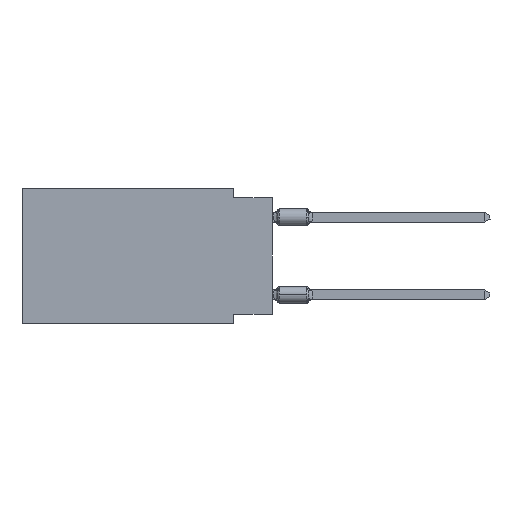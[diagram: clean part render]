
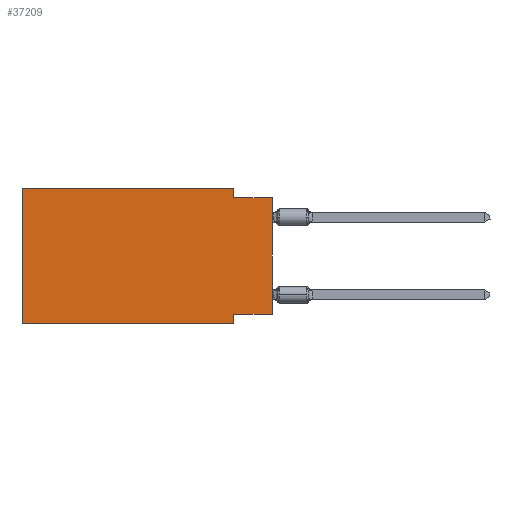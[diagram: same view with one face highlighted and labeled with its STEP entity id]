
A CAD part, left-side view. The second image highlights one B-rep face of the part: STEP entity #37209.
In plain terms, the highlighted planar face has unit normal (-1, 0, 0).
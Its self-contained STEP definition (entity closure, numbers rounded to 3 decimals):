
#1304 = FACE_OUTER_BOUND ( 'NONE', #20699, .T. ) ;
#1312 = DIRECTION ( 'NONE',  ( 0., -1., 0. ) ) ;
#1436 = VERTEX_POINT ( 'NONE', #11606 ) ;
#2099 = CARTESIAN_POINT ( 'NONE',  ( 0., 2.54, -0.635 ) ) ;
#2696 = CARTESIAN_POINT ( 'NONE',  ( 0., 2.54, -8.89 ) ) ;
#3520 = CARTESIAN_POINT ( 'NONE',  ( 0., 16.383, 0. ) ) ;
#3571 = VECTOR ( 'NONE', #33772, 1000. ) ;
#3908 = EDGE_CURVE ( 'NONE', #11930, #1436, #31655, .T. ) ;
#3953 = VERTEX_POINT ( 'NONE', #2099 ) ;
#4562 = LINE ( 'NONE', #37501, #17465 ) ;
#4835 = VECTOR ( 'NONE', #14262, 1000. ) ;
#5359 = EDGE_CURVE ( 'NONE', #24836, #11930, #21534, .T. ) ;
#7763 = CARTESIAN_POINT ( 'NONE',  ( 0., 16.383, 0. ) ) ;
#8682 = ORIENTED_EDGE ( 'NONE', *, *, #3908, .F. ) ;
#9862 = ORIENTED_EDGE ( 'NONE', *, *, #5359, .F. ) ;
#10395 = CARTESIAN_POINT ( 'NONE',  ( 0., 0., -0.635 ) ) ;
#10616 = CARTESIAN_POINT ( 'NONE',  ( 0., 2.54, -8.255 ) ) ;
#10997 = EDGE_CURVE ( 'NONE', #47306, #15197, #13730, .T. ) ;
#11606 = CARTESIAN_POINT ( 'NONE',  ( 0., 2.54, 0. ) ) ;
#11806 = VECTOR ( 'NONE', #1312, 1000. ) ;
#11930 = VERTEX_POINT ( 'NONE', #7763 ) ;
#12058 = ORIENTED_EDGE ( 'NONE', *, *, #18998, .F. ) ;
#12103 = ORIENTED_EDGE ( 'NONE', *, *, #38460, .T. ) ;
#12120 = CARTESIAN_POINT ( 'NONE',  ( 0., 16.383, -8.89 ) ) ;
#13149 = CARTESIAN_POINT ( 'NONE',  ( 0., 0., -8.255 ) ) ;
#13426 = CARTESIAN_POINT ( 'NONE',  ( 0., 16.383, -8.89 ) ) ;
#13730 = LINE ( 'NONE', #2696, #40510 ) ;
#14262 = DIRECTION ( 'NONE',  ( 0., -1., 0. ) ) ;
#14470 = VECTOR ( 'NONE', #36201, 1000. ) ;
#15197 = VERTEX_POINT ( 'NONE', #40579 ) ;
#15962 = DIRECTION ( 'NONE',  ( 0., 0., -1. ) ) ;
#17465 = VECTOR ( 'NONE', #30747, 1000. ) ;
#17542 = LINE ( 'NONE', #36046, #24548 ) ;
#17874 = ORIENTED_EDGE ( 'NONE', *, *, #20574, .F. ) ;
#18642 = LINE ( 'NONE', #26803, #3571 ) ;
#18998 = EDGE_CURVE ( 'NONE', #3953, #22863, #4562, .T. ) ;
#20038 = CARTESIAN_POINT ( 'NONE',  ( 0., 16.383, 0. ) ) ;
#20574 = EDGE_CURVE ( 'NONE', #42825, #47306, #46083, .T. ) ;
#20699 = EDGE_LOOP ( 'NONE', ( #28114, #12058, #43514, #8682, #9862, #12103, #38922, #17874 ) ) ;
#21534 = LINE ( 'NONE', #3520, #14470 ) ;
#22122 = CARTESIAN_POINT ( 'NONE',  ( 0., 0., -8.255 ) ) ;
#22863 = VERTEX_POINT ( 'NONE', #10395 ) ;
#24518 = DIRECTION ( 'NONE',  ( 0., 0., 1. ) ) ;
#24548 = VECTOR ( 'NONE', #24518, 1000. ) ;
#24836 = VERTEX_POINT ( 'NONE', #13426 ) ;
#25591 = VECTOR ( 'NONE', #34332, 1000. ) ;
#26310 = DIRECTION ( 'NONE',  ( 1., 0., 0. ) ) ;
#26803 = CARTESIAN_POINT ( 'NONE',  ( 0., 2.54, 0. ) ) ;
#27512 = LINE ( 'NONE', #12120, #11806 ) ;
#28114 = ORIENTED_EDGE ( 'NONE', *, *, #38849, .T. ) ;
#30747 = DIRECTION ( 'NONE',  ( 0., -1., 0. ) ) ;
#31655 = LINE ( 'NONE', #32544, #4835 ) ;
#32544 = CARTESIAN_POINT ( 'NONE',  ( 0., 16.383, 0. ) ) ;
#33772 = DIRECTION ( 'NONE',  ( 0., 0., -1. ) ) ;
#34332 = DIRECTION ( 'NONE',  ( 0., 1., 0. ) ) ;
#36046 = CARTESIAN_POINT ( 'NONE',  ( 0., 0., 0. ) ) ;
#36201 = DIRECTION ( 'NONE',  ( 0., 0., 1. ) ) ;
#37209 = ADVANCED_FACE ( 'NONE', ( #1304 ), #44802, .F. ) ;
#37501 = CARTESIAN_POINT ( 'NONE',  ( 0., 0., -0.635 ) ) ;
#38460 = EDGE_CURVE ( 'NONE', #24836, #15197, #27512, .T. ) ;
#38849 = EDGE_CURVE ( 'NONE', #42825, #22863, #17542, .T. ) ;
#38922 = ORIENTED_EDGE ( 'NONE', *, *, #10997, .F. ) ;
#40510 = VECTOR ( 'NONE', #46177, 1000. ) ;
#40579 = CARTESIAN_POINT ( 'NONE',  ( 0., 2.54, -8.89 ) ) ;
#40875 = AXIS2_PLACEMENT_3D ( 'NONE', #20038, #26310, #15962 ) ;
#42825 = VERTEX_POINT ( 'NONE', #22122 ) ;
#43514 = ORIENTED_EDGE ( 'NONE', *, *, #44889, .F. ) ;
#44802 = PLANE ( 'NONE',  #40875 ) ;
#44889 = EDGE_CURVE ( 'NONE', #1436, #3953, #18642, .T. ) ;
#46083 = LINE ( 'NONE', #13149, #25591 ) ;
#46177 = DIRECTION ( 'NONE',  ( 0., 0., -1. ) ) ;
#47306 = VERTEX_POINT ( 'NONE', #10616 ) ;
